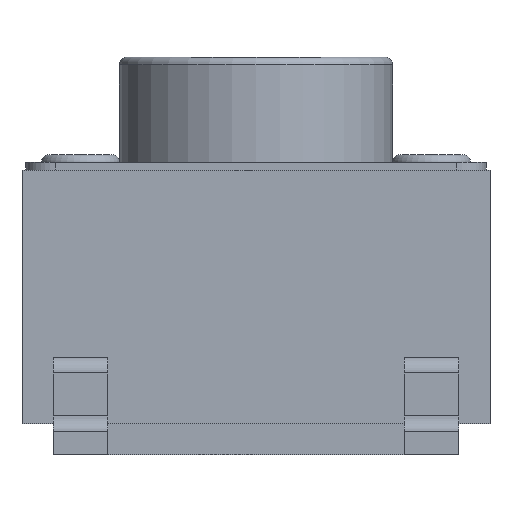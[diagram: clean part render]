
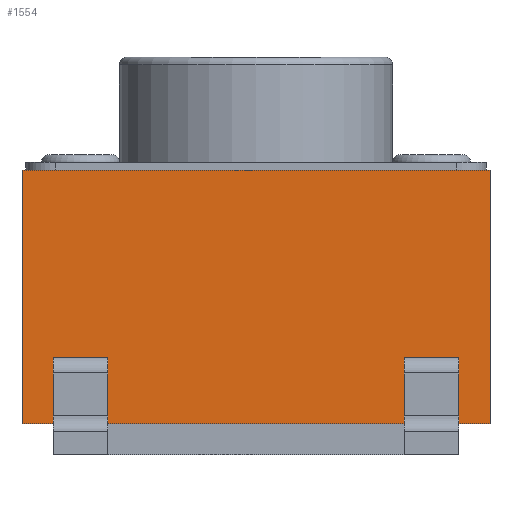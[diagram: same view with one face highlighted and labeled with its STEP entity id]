
A CAD part, left-side view. The second image highlights one B-rep face of the part: STEP entity #1554.
In plain terms, the highlighted planar face has unit normal (-1, 0, 0).
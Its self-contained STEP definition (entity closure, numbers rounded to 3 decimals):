
#22=FACE_BOUND('',#253,.T.);
#23=FACE_BOUND('',#254,.T.);
#83=PLANE('',#1707);
#166=FACE_OUTER_BOUND('',#252,.T.);
#252=EDGE_LOOP('',(#1351,#1352,#1353,#1354));
#253=EDGE_LOOP('',(#1355,#1356,#1357,#1358));
#254=EDGE_LOOP('',(#1359,#1360,#1361,#1362));
#272=LINE('',#2174,#425);
#288=LINE('',#2219,#441);
#353=LINE('',#2392,#506);
#354=LINE('',#2395,#507);
#356=LINE('',#2398,#509);
#369=LINE('',#2424,#522);
#370=LINE('',#2427,#523);
#372=LINE('',#2430,#525);
#391=LINE('',#2469,#544);
#395=LINE('',#2478,#548);
#415=LINE('',#2570,#568);
#416=LINE('',#2572,#569);
#425=VECTOR('',#1735,10.);
#441=VECTOR('',#1779,10.);
#506=VECTOR('',#1942,10.);
#507=VECTOR('',#1945,10.);
#509=VECTOR('',#1949,10.);
#522=VECTOR('',#1978,10.);
#523=VECTOR('',#1981,10.);
#525=VECTOR('',#1985,10.);
#544=VECTOR('',#2018,10.);
#548=VECTOR('',#2026,10.);
#568=VECTOR('',#2134,10.);
#569=VECTOR('',#2137,10.);
#638=VERTEX_POINT('',#2171);
#639=VERTEX_POINT('',#2173);
#653=VERTEX_POINT('',#2216);
#654=VERTEX_POINT('',#2218);
#713=VERTEX_POINT('',#2390);
#714=VERTEX_POINT('',#2394);
#719=VERTEX_POINT('',#2422);
#720=VERTEX_POINT('',#2426);
#731=VERTEX_POINT('',#2463);
#733=VERTEX_POINT('',#2467);
#736=VERTEX_POINT('',#2477);
#764=VERTEX_POINT('',#2568);
#778=EDGE_CURVE('',#639,#638,#272,.T.);
#800=EDGE_CURVE('',#654,#653,#288,.T.);
#886=EDGE_CURVE('',#638,#713,#353,.T.);
#887=EDGE_CURVE('',#714,#639,#354,.T.);
#889=EDGE_CURVE('',#713,#714,#356,.T.);
#902=EDGE_CURVE('',#653,#719,#369,.T.);
#903=EDGE_CURVE('',#720,#654,#370,.T.);
#905=EDGE_CURVE('',#719,#720,#372,.T.);
#924=EDGE_CURVE('',#731,#733,#391,.T.);
#928=EDGE_CURVE('',#731,#736,#395,.T.);
#972=EDGE_CURVE('',#733,#764,#415,.T.);
#973=EDGE_CURVE('',#736,#764,#416,.T.);
#1351=ORIENTED_EDGE('',*,*,#972,.T.);
#1352=ORIENTED_EDGE('',*,*,#973,.F.);
#1353=ORIENTED_EDGE('',*,*,#928,.F.);
#1354=ORIENTED_EDGE('',*,*,#924,.T.);
#1355=ORIENTED_EDGE('',*,*,#886,.T.);
#1356=ORIENTED_EDGE('',*,*,#889,.T.);
#1357=ORIENTED_EDGE('',*,*,#887,.T.);
#1358=ORIENTED_EDGE('',*,*,#778,.T.);
#1359=ORIENTED_EDGE('',*,*,#902,.T.);
#1360=ORIENTED_EDGE('',*,*,#905,.T.);
#1361=ORIENTED_EDGE('',*,*,#903,.T.);
#1362=ORIENTED_EDGE('',*,*,#800,.T.);
#1554=ADVANCED_FACE('',(#166,#22,#23),#83,.T.);
#1707=AXIS2_PLACEMENT_3D('',#2571,#2135,#2136);
#1735=DIRECTION('',(0.,0.,-1.));
#1779=DIRECTION('',(0.,0.,-1.));
#1942=DIRECTION('',(0.,1.,0.));
#1945=DIRECTION('',(0.,-1.,0.));
#1949=DIRECTION('',(0.,0.,1.));
#1978=DIRECTION('',(0.,1.,0.));
#1981=DIRECTION('',(0.,-1.,0.));
#1985=DIRECTION('',(0.,0.,1.));
#2018=DIRECTION('',(0.,-1.,0.));
#2026=DIRECTION('',(0.,0.,1.));
#2134=DIRECTION('',(0.,0.,1.));
#2135=DIRECTION('center_axis',(-1.,0.,0.));
#2136=DIRECTION('ref_axis',(0.,-1.,0.));
#2137=DIRECTION('',(0.,-1.,0.));
#2171=CARTESIAN_POINT('',(-3.,-2.6,0.95));
#2173=CARTESIAN_POINT('',(-3.,-2.6,1.25));
#2174=CARTESIAN_POINT('',(-3.,-2.6,3.65));
#2216=CARTESIAN_POINT('',(-3.,1.9,0.95));
#2218=CARTESIAN_POINT('',(-3.,1.9,1.25));
#2219=CARTESIAN_POINT('',(-3.,1.9,3.65));
#2390=CARTESIAN_POINT('',(-3.,-1.9,0.95));
#2392=CARTESIAN_POINT('',(-3.,0.,0.95));
#2394=CARTESIAN_POINT('',(-3.,-1.9,1.25));
#2395=CARTESIAN_POINT('',(-3.,0.,1.25));
#2398=CARTESIAN_POINT('',(-3.,-1.9,0.313));
#2422=CARTESIAN_POINT('',(-3.,2.6,0.95));
#2424=CARTESIAN_POINT('',(-3.,0.,0.95));
#2426=CARTESIAN_POINT('',(-3.,2.6,1.25));
#2427=CARTESIAN_POINT('',(-3.,0.,1.25));
#2430=CARTESIAN_POINT('',(-3.,2.6,0.313));
#2463=CARTESIAN_POINT('',(-3.,3.,0.4));
#2467=CARTESIAN_POINT('',(-3.,-3.,0.4));
#2469=CARTESIAN_POINT('',(-3.,1.5,0.4));
#2477=CARTESIAN_POINT('',(-3.,3.,3.65));
#2478=CARTESIAN_POINT('',(-3.,3.,0.));
#2568=CARTESIAN_POINT('',(-3.,-3.,3.65));
#2570=CARTESIAN_POINT('',(-3.,-3.,0.));
#2571=CARTESIAN_POINT('Origin',(-3.,3.,0.));
#2572=CARTESIAN_POINT('',(-3.,-3.,3.65));
